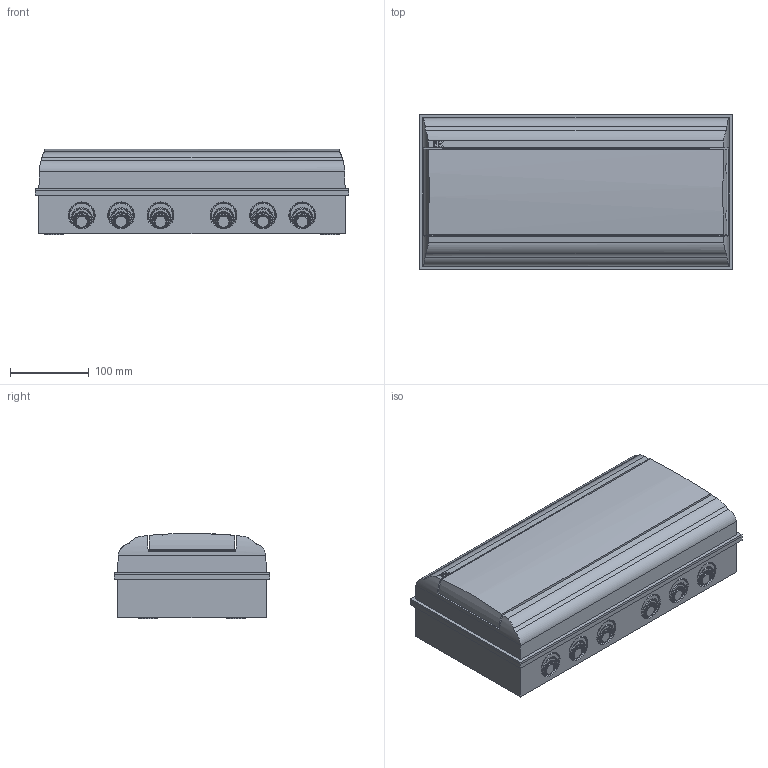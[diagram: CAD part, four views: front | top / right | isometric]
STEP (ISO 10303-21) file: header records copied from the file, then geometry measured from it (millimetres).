
FILE_DESCRIPTION (( 'STEP AP203' ), '1' );
FILE_NAME ('18.STEP', '2016-10-17T08:55:43', ( '' ), ( '' ), 'SwSTEP 2.0', 'SolidWorks 2014', '' );
FILE_SCHEMA (( 'CONFIG_CONTROL_DESIGN' ));
Length unit declared in the file: millimetre
Products named in the file (1): 18
Bounding box: 398 x 198 x 108.37 mm (x, y, z)
Volume: 989376.5 mm3; surface area: 808667.9 mm2
Topology: 4 solids, 6 shells, 3650 faces, 9901 edges, 6534 vertices
Faces by surface type: plane 2095, bspline 794, cylinder 435, cone 278, torus 48
Full cylindrical faces by diameter (mm): 3 x2, 10.046 x4, 12 x6, 15 x4, 16 x20, 16.5 x4, 19.5 x4, 20 x16, 21 x6, 24.5 x8, 25 x12, 28 x8, 32 x16, 34 x12
Entity records: 137531 total; most frequent: CARTESIAN_POINT 53552, ORIENTED_EDGE 19116, DIRECTION 13794, EDGE_CURVE 9558, VERTEX_POINT 6433, VECTOR 6192, LINE 6192, EDGE_LOOP 4365
